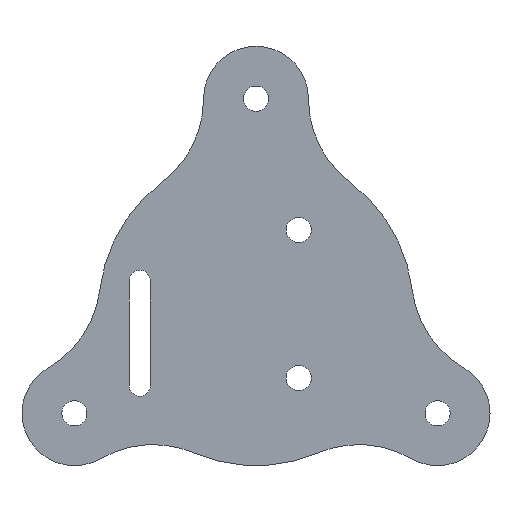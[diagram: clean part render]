
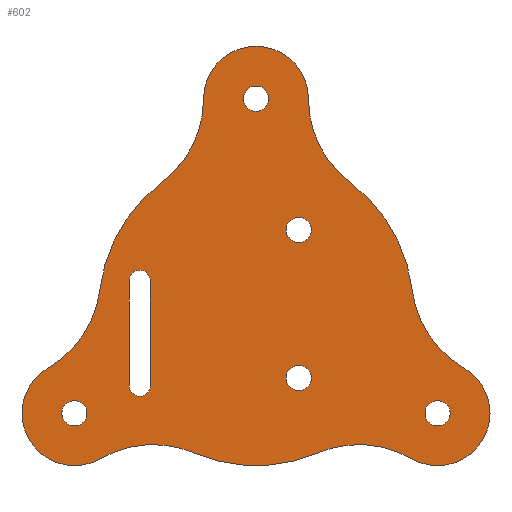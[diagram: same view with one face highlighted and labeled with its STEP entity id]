
A CAD part, front view. The second image highlights one B-rep face of the part: STEP entity #602.
In plain terms, the highlighted planar face has unit normal (0, -1, 0).
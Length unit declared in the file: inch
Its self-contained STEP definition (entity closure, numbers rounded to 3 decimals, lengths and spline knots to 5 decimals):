
#26=FACE_BOUND($,#117,.T.);
#27=FACE_BOUND($,#118,.T.);
#28=FACE_BOUND($,#119,.T.);
#29=FACE_BOUND($,#120,.T.);
#30=FACE_BOUND($,#121,.T.);
#31=FACE_BOUND($,#122,.T.);
#32=FACE_BOUND($,#123,.T.);
#43=PLANE($,#679);
#117=EDGE_LOOP($,(#529,#530,#531,#532));
#118=EDGE_LOOP($,(#533));
#119=EDGE_LOOP($,(#534));
#120=EDGE_LOOP($,(#535));
#121=EDGE_LOOP($,(#536));
#122=EDGE_LOOP($,(#537,#538,#539,#540,#541,#542,#543,#544,#545,#546,#547,
#548));
#123=EDGE_LOOP($,(#549));
#126=LINE($,#882,#166);
#130=LINE($,#893,#170);
#166=VECTOR($,#692,0.5);
#170=VECTOR($,#704,0.5);
#204=CIRCLE($,#607,0.05);
#206=CIRCLE($,#611,0.05);
#214=CIRCLE($,#628,0.06);
#215=CIRCLE($,#630,0.06);
#216=CIRCLE($,#634,0.06);
#218=CIRCLE($,#637,0.06);
#220=CIRCLE($,#640,0.5);
#222=CIRCLE($,#643,0.25);
#224=CIRCLE($,#646,0.5);
#226=CIRCLE($,#649,0.5);
#228=CIRCLE($,#652,0.25);
#230=CIRCLE($,#655,0.5);
#239=CIRCLE($,#666,0.75);
#240=CIRCLE($,#668,0.75);
#241=CIRCLE($,#670,0.75);
#242=CIRCLE($,#672,0.06);
#243=CIRCLE($,#674,0.5);
#244=CIRCLE($,#676,0.25);
#245=CIRCLE($,#678,0.5);
#246=VERTEX_POINT($,#872);
#247=VERTEX_POINT($,#873);
#250=VERTEX_POINT($,#881);
#252=VERTEX_POINT($,#887);
#271=VERTEX_POINT($,#943);
#272=VERTEX_POINT($,#946);
#274=VERTEX_POINT($,#955);
#276=VERTEX_POINT($,#960);
#278=VERTEX_POINT($,#965);
#279=VERTEX_POINT($,#966);
#282=VERTEX_POINT($,#974);
#284=VERTEX_POINT($,#980);
#286=VERTEX_POINT($,#986);
#287=VERTEX_POINT($,#987);
#290=VERTEX_POINT($,#995);
#292=VERTEX_POINT($,#1001);
#299=VERTEX_POINT($,#1020);
#300=VERTEX_POINT($,#1024);
#301=VERTEX_POINT($,#1030);
#302=VERTEX_POINT($,#1033);
#303=VERTEX_POINT($,#1037);
#304=EDGE_CURVE($,#246,#247,#204,.T.);
#308=EDGE_CURVE($,#247,#250,#126,.T.);
#311=EDGE_CURVE($,#250,#252,#206,.T.);
#314=EDGE_CURVE($,#252,#246,#130,.T.);
#339=EDGE_CURVE($,#271,#271,#214,.T.);
#340=EDGE_CURVE($,#272,#272,#215,.T.);
#344=EDGE_CURVE($,#274,#274,#216,.T.);
#346=EDGE_CURVE($,#276,#276,#218,.T.);
#348=EDGE_CURVE($,#278,#279,#220,.T.);
#352=EDGE_CURVE($,#282,#278,#222,.T.);
#355=EDGE_CURVE($,#284,#282,#224,.T.);
#358=EDGE_CURVE($,#286,#287,#226,.T.);
#362=EDGE_CURVE($,#290,#286,#228,.T.);
#365=EDGE_CURVE($,#292,#290,#230,.T.);
#375=EDGE_CURVE($,#279,#299,#239,.T.);
#378=EDGE_CURVE($,#300,#292,#240,.T.);
#379=EDGE_CURVE($,#287,#284,#241,.T.);
#380=EDGE_CURVE($,#301,#301,#242,.T.);
#381=EDGE_CURVE($,#302,#300,#243,.T.);
#383=EDGE_CURVE($,#303,#302,#244,.T.);
#385=EDGE_CURVE($,#299,#303,#245,.T.);
#529=ORIENTED_EDGE($,*,*,#311,.T.);
#530=ORIENTED_EDGE($,*,*,#314,.T.);
#531=ORIENTED_EDGE($,*,*,#304,.T.);
#532=ORIENTED_EDGE($,*,*,#308,.T.);
#533=ORIENTED_EDGE($,*,*,#339,.T.);
#534=ORIENTED_EDGE($,*,*,#340,.T.);
#535=ORIENTED_EDGE($,*,*,#344,.T.);
#536=ORIENTED_EDGE($,*,*,#346,.T.);
#537=ORIENTED_EDGE($,*,*,#381,.F.);
#538=ORIENTED_EDGE($,*,*,#383,.F.);
#539=ORIENTED_EDGE($,*,*,#385,.F.);
#540=ORIENTED_EDGE($,*,*,#375,.F.);
#541=ORIENTED_EDGE($,*,*,#348,.F.);
#542=ORIENTED_EDGE($,*,*,#352,.F.);
#543=ORIENTED_EDGE($,*,*,#355,.F.);
#544=ORIENTED_EDGE($,*,*,#379,.F.);
#545=ORIENTED_EDGE($,*,*,#358,.F.);
#546=ORIENTED_EDGE($,*,*,#362,.F.);
#547=ORIENTED_EDGE($,*,*,#365,.F.);
#548=ORIENTED_EDGE($,*,*,#378,.F.);
#549=ORIENTED_EDGE($,*,*,#380,.T.);
#602=ADVANCED_FACE($,(#26,#27,#28,#29,#30,#31,#32),#43,.F.);
#607=AXIS2_PLACEMENT_3D($,#874,#684,#685);
#611=AXIS2_PLACEMENT_3D($,#888,#697,#698);
#628=AXIS2_PLACEMENT_3D($,#944,#751,#752);
#630=AXIS2_PLACEMENT_3D($,#947,#755,#756);
#634=AXIS2_PLACEMENT_3D($,#956,#766,#767);
#637=AXIS2_PLACEMENT_3D($,#961,#772,#773);
#640=AXIS2_PLACEMENT_3D($,#967,#778,#779);
#643=AXIS2_PLACEMENT_3D($,#975,#786,#787);
#646=AXIS2_PLACEMENT_3D($,#981,#793,#794);
#649=AXIS2_PLACEMENT_3D($,#988,#800,#801);
#652=AXIS2_PLACEMENT_3D($,#996,#808,#809);
#655=AXIS2_PLACEMENT_3D($,#1002,#815,#816);
#666=AXIS2_PLACEMENT_3D($,#1021,#838,#839);
#668=AXIS2_PLACEMENT_3D($,#1026,#844,#845);
#670=AXIS2_PLACEMENT_3D($,#1028,#848,#849);
#672=AXIS2_PLACEMENT_3D($,#1031,#852,#853);
#674=AXIS2_PLACEMENT_3D($,#1034,#856,#857);
#676=AXIS2_PLACEMENT_3D($,#1038,#861,#862);
#678=AXIS2_PLACEMENT_3D($,#1041,#866,#867);
#679=AXIS2_PLACEMENT_3D($,#1042,#868,#869);
#684=DIRECTION('center_axis',(0.,1.,0.));
#685=DIRECTION('ref_axis',(1.,0.,0.));
#692=DIRECTION($,(0.,0.,-1.));
#697=DIRECTION('center_axis',(0.,1.,0.));
#698=DIRECTION('ref_axis',(-1.,0.,0.));
#704=DIRECTION($,(0.,0.,1.));
#751=DIRECTION('center_axis',(0.,1.,0.));
#752=DIRECTION('ref_axis',(-1.,0.,0.));
#755=DIRECTION('center_axis',(0.,1.,0.));
#756=DIRECTION('ref_axis',(-1.,0.,0.));
#766=DIRECTION('center_axis',(0.,1.,0.));
#767=DIRECTION('ref_axis',(0.5,0.,-0.866));
#772=DIRECTION('center_axis',(0.,1.,0.));
#773=DIRECTION('ref_axis',(0.5,0.,0.866));
#778=DIRECTION('center_axis',(0.,-1.,0.));
#779=DIRECTION('ref_axis',(-0.993,0.,0.12));
#786=DIRECTION('center_axis',(0.,1.,0.));
#787=DIRECTION('ref_axis',(0.5,0.,-0.866));
#793=DIRECTION('center_axis',(0.,-1.,0.));
#794=DIRECTION('ref_axis',(0.5,0.,-0.866));
#800=DIRECTION('center_axis',(0.,-1.,0.));
#801=DIRECTION('ref_axis',(0.393,0.,-0.92));
#808=DIRECTION('center_axis',(0.,1.,0.));
#809=DIRECTION('ref_axis',(0.5,0.,0.866));
#815=DIRECTION('center_axis',(0.,-1.,0.));
#816=DIRECTION('ref_axis',(0.5,0.,0.866));
#838=DIRECTION('center_axis',(0.,1.,0.));
#839=DIRECTION('ref_axis',(0.6,0.,0.8));
#844=DIRECTION('center_axis',(0.,1.,0.));
#845=DIRECTION('ref_axis',(0.6,0.,0.8));
#848=DIRECTION('center_axis',(0.,1.,0.));
#849=DIRECTION('ref_axis',(0.6,0.,0.8));
#852=DIRECTION('center_axis',(0.,1.,0.));
#853=DIRECTION('ref_axis',(-1.,0.,0.));
#856=DIRECTION('center_axis',(0.,-1.,0.));
#857=DIRECTION('ref_axis',(0.6,0.,0.8));
#861=DIRECTION('center_axis',(0.,1.,0.));
#862=DIRECTION('ref_axis',(-1.,0.,0.));
#866=DIRECTION('center_axis',(0.,-1.,0.));
#867=DIRECTION('ref_axis',(-1.,0.,0.));
#868=DIRECTION('center_axis',(0.,1.,0.));
#869=DIRECTION('ref_axis',(0.,0.,1.));
#872=CARTESIAN_POINT('',(-0.604,0.,0.1315));
#873=CARTESIAN_POINT('',(-0.504,0.,0.1315));
#874=CARTESIAN_POINT('Origin',(-0.554,0.,0.1315));
#881=CARTESIAN_POINT('',(-0.504,0.,-0.3685));
#882=CARTESIAN_POINT($,(-0.504,0.,-0.09609));
#887=CARTESIAN_POINT('',(-0.604,0.,-0.3685));
#888=CARTESIAN_POINT('Origin',(-0.554,0.,-0.3685));
#893=CARTESIAN_POINT($,(-0.604,0.,0.15391));
#943=CARTESIAN_POINT('',(0.264,0.,-0.3315));
#944=CARTESIAN_POINT('Origin',(0.204,0.,-0.3315));
#946=CARTESIAN_POINT('',(0.264,0.,0.3745));
#947=CARTESIAN_POINT('Origin',(0.204,0.,0.3745));
#955=CARTESIAN_POINT('',(-0.89603,0.,-0.44804));
#956=CARTESIAN_POINT('Origin',(-0.86603,0.,-0.5));
#960=CARTESIAN_POINT('',(0.83603,0.,-0.55196));
#961=CARTESIAN_POINT('Origin',(0.86603,0.,-0.5));
#965=CARTESIAN_POINT('',(-0.99103,0.,-0.28349));
#966=CARTESIAN_POINT('',(-0.74462,0.,0.08971));
#967=CARTESIAN_POINT('Origin',(-1.24103,0.,0.14952));
#974=CARTESIAN_POINT('',(-0.74103,0.,-0.71651));
#975=CARTESIAN_POINT('Origin',(-0.86603,0.,-0.5));
#980=CARTESIAN_POINT('',(-0.29462,0.,-0.68971));
#981=CARTESIAN_POINT('Origin',(-0.49103,0.,-1.14952));
#986=CARTESIAN_POINT('',(0.74103,0.,-0.71651));
#987=CARTESIAN_POINT('',(0.29462,0.,-0.68971));
#988=CARTESIAN_POINT('Origin',(0.49103,0.,-1.14952));
#995=CARTESIAN_POINT('',(0.99103,0.,-0.28349));
#996=CARTESIAN_POINT('Origin',(0.86603,0.,-0.5));
#1001=CARTESIAN_POINT('',(0.74462,0.,0.08971));
#1002=CARTESIAN_POINT('Origin',(1.24103,0.,0.14952));
#1020=CARTESIAN_POINT('',(-0.45,0.,0.6));
#1021=CARTESIAN_POINT('Origin',(0.,0.,0.));
#1024=CARTESIAN_POINT('',(0.45,0.,0.6));
#1026=CARTESIAN_POINT('Origin',(0.,0.,0.));
#1028=CARTESIAN_POINT('Origin',(0.,0.,0.));
#1030=CARTESIAN_POINT('',(0.06,0.,1.));
#1031=CARTESIAN_POINT('Origin',(0.,0.,1.));
#1033=CARTESIAN_POINT('',(0.25,0.,1.));
#1034=CARTESIAN_POINT('Origin',(0.75,0.,1.));
#1037=CARTESIAN_POINT('',(-0.25,0.,1.));
#1038=CARTESIAN_POINT('Origin',(0.,0.,1.));
#1041=CARTESIAN_POINT('Origin',(-0.75,0.,1.));
#1042=CARTESIAN_POINT('Origin',(0.,0.,0.17632));
